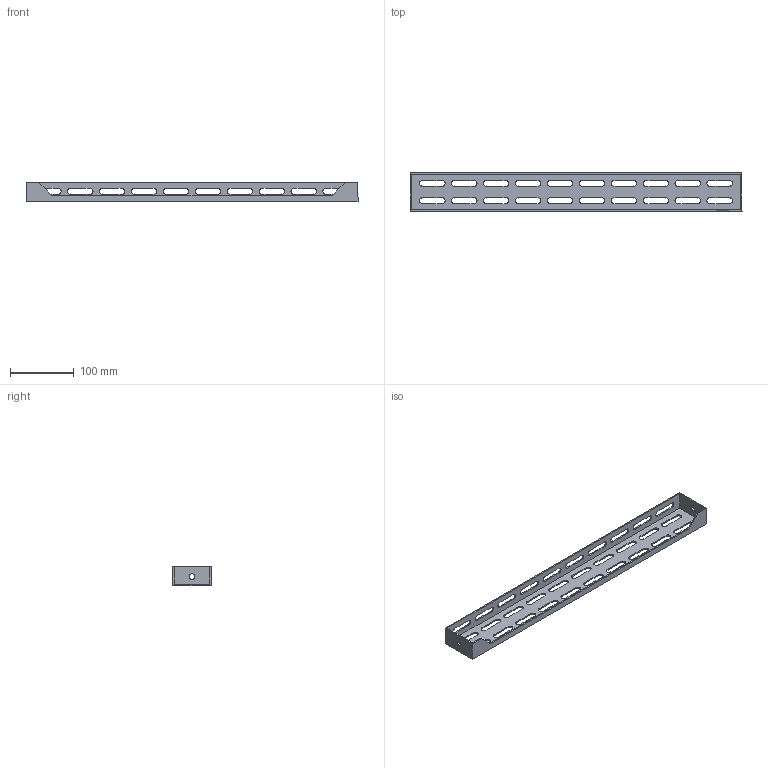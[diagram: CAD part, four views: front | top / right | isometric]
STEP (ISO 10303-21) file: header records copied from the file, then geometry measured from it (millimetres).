
FILE_DESCRIPTION (( 'STEP AP214' ), '1' );
FILE_NAME ('YKM-S-70 Ñòÿæêà áîêîâàÿ ÙÎ (êîìï. 2 øò.).STEP', '2016-11-17T08:06:21', ( '' ), ( '' ), 'SwSTEP 2.0', 'SolidWorks 2014', '' );
FILE_SCHEMA (( 'AUTOMOTIVE_DESIGN' ));
Length unit declared in the file: millimetre
Products named in the file (1): YKM-S-70 Ñòÿæêà áîêîâàÿ ÙÎ (êîìï. 2 øò.)
Bounding box: 520 x 60 x 30 mm (x, y, z)
Volume: 87700.5 mm3; surface area: 95583.2 mm2
Topology: 1 solids, 1 shells, 168 faces, 498 edges, 332 vertices
Faces by surface type: cylinder 94, plane 74
Entity records: 5852 total; most frequent: DIRECTION 1024, CARTESIAN_POINT 999, ORIENTED_EDGE 996, EDGE_CURVE 498, AXIS2_PLACEMENT_3D 357, VERTEX_POINT 332, VECTOR 310, LINE 310
